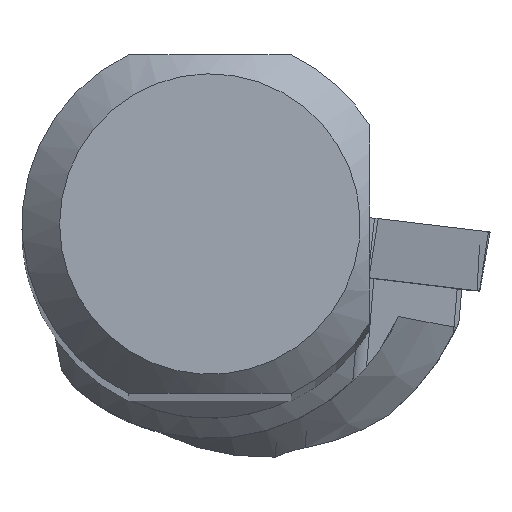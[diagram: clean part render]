
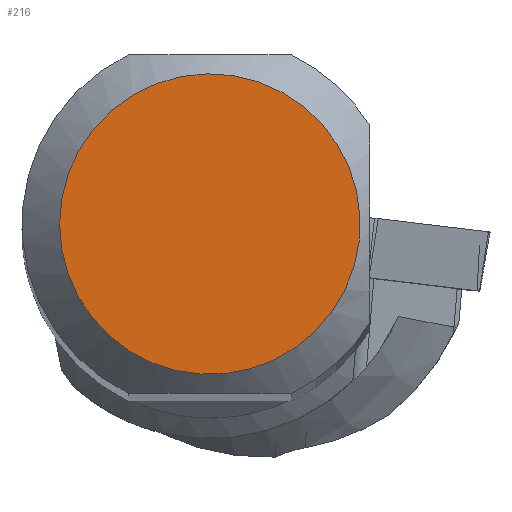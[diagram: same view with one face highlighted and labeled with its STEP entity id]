
A CAD part, top view. The second image highlights one B-rep face of the part: STEP entity #216.
In plain terms, the highlighted planar face has unit normal (0, 0, 1).
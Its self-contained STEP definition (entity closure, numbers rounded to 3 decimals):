
#167=FACE_OUTER_BOUND('',#424,.T.);
#216=ADVANCED_FACE('CU_SU_BP3',(#167),#248,.T.);
#248=PLANE('',#1145);
#424=EDGE_LOOP('',(#608));
#608=ORIENTED_EDGE('',*,*,#913,.F.);
#798=VERTEX_POINT('',#1914);
#913=EDGE_CURVE('',#798,#798,#968,.T.);
#968=CIRCLE('',#1144,7.991);
#1144=AXIS2_PLACEMENT_3D('',#1913,#1380,#1381);
#1145=AXIS2_PLACEMENT_3D('',#1915,#1382,#1383);
#1380=DIRECTION('',(0.,0.,-1.));
#1381=DIRECTION('',(-1.,0.,0.));
#1382=DIRECTION('',(0.,0.,1.));
#1383=DIRECTION('',(-1.,0.,0.));
#1913=CARTESIAN_POINT('',(0.,0.,0.));
#1914=CARTESIAN_POINT('',(-7.991,0.,0.));
#1915=CARTESIAN_POINT('',(0.,0.,
0.));
